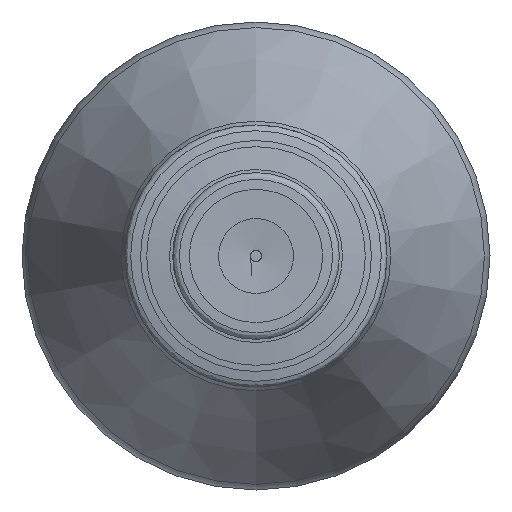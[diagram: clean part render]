
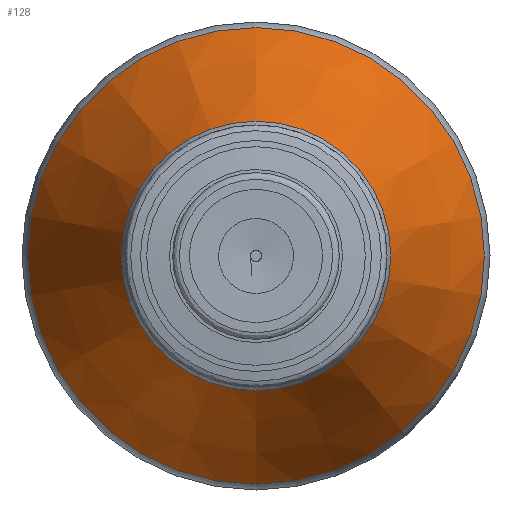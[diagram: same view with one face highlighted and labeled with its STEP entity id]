
A CAD part, left-side view. The second image highlights one B-rep face of the part: STEP entity #128.
In plain terms, the highlighted conical face has half-angle 25.796 degrees and reference radius 12.201 mm.
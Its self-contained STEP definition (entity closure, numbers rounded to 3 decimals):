
#113=CONICAL_SURFACE('',#501,12.201,25.796);
#128=ADVANCED_FACE('',(#183,#184),#113,.T.);
#183=FACE_BOUND('',#250,.T.);
#184=FACE_BOUND('',#251,.T.);
#250=EDGE_LOOP('',(#320));
#251=EDGE_LOOP('',(#321));
#320=ORIENTED_EDGE('',*,*,#413,.T.);
#321=ORIENTED_EDGE('',*,*,#412,.F.);
#377=VERTEX_POINT('',#715);
#378=VERTEX_POINT('',#718);
#412=EDGE_CURVE('',#377,#377,#447,.T.);
#413=EDGE_CURVE('',#378,#378,#448,.T.);
#447=CIRCLE('',#498,12.201);
#448=CIRCLE('',#500,7.198);
#498=AXIS2_PLACEMENT_3D('',#714,#583,#584);
#500=AXIS2_PLACEMENT_3D('',#717,#587,#588);
#501=AXIS2_PLACEMENT_3D('',#719,#589,#590);
#583=DIRECTION('',(1.,0.,0.));
#584=DIRECTION('',(0.,0.,1.));
#587=DIRECTION('',(1.,0.,0.));
#588=DIRECTION('',(0.,0.,1.));
#589=DIRECTION('',(1.,0.,0.));
#590=DIRECTION('',(0.,0.,-1.));
#714=CARTESIAN_POINT('',(72.381,0.,0.));
#715=CARTESIAN_POINT('',(72.381,0.,12.201));
#717=CARTESIAN_POINT('',(62.031,0.,0.));
#718=CARTESIAN_POINT('',(62.031,0.,7.198));
#719=CARTESIAN_POINT('',(72.381,0.,0.));
